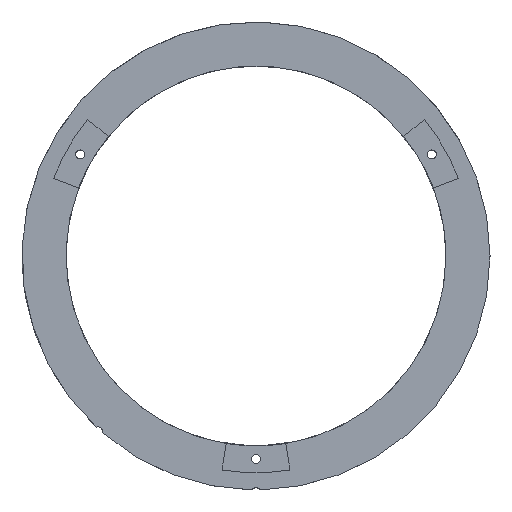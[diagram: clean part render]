
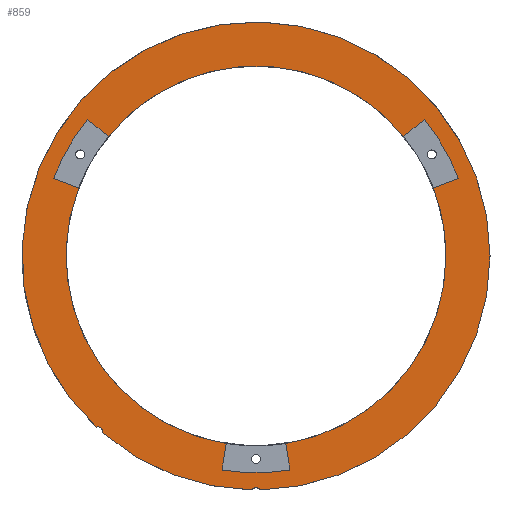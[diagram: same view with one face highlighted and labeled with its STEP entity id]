
A CAD part, top view. The second image highlights one B-rep face of the part: STEP entity #859.
In plain terms, the highlighted planar face has unit normal (0, 0, 1).
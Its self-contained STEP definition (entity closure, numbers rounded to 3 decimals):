
#206=CARTESIAN_POINT('',(134.,-0.,0.75));
#207=VERTEX_POINT('',#206);
#250=CARTESIAN_POINT('',(76.805,-24.859,0.75));
#251=VERTEX_POINT('',#250);
#258=CARTESIAN_POINT('',(100.,-0.,0.75));
#259=DIRECTION('',(0.,0.,-1.));
#260=DIRECTION('',(-1.,0.,0.));
#261=AXIS2_PLACEMENT_3D('',#258,#259,#260);
#262=CIRCLE('',#261,34.);
#263=EDGE_CURVE('',#251,#207,#262,.T.);
#304=CARTESIAN_POINT('',(77.701,-25.666,0.75));
#305=VERTEX_POINT('',#304);
#312=CARTESIAN_POINT('',(77.015,-25.527,0.75));
#313=DIRECTION('',(0.,0.,-1.));
#314=DIRECTION('',(-0.743,0.669,0.));
#315=AXIS2_PLACEMENT_3D('',#312,#313,#314);
#316=CIRCLE('',#315,0.7);
#317=EDGE_CURVE('',#251,#305,#316,.T.);
#488=CARTESIAN_POINT('',(127.6,-0.,0.75));
#489=VERTEX_POINT('',#488);
#498=CARTESIAN_POINT('',(125.77,9.882,0.75));
#499=VERTEX_POINT('',#498);
#500=CARTESIAN_POINT('',(100.,-0.,0.75));
#501=DIRECTION('',(0.,0.,-1.));
#502=DIRECTION('',(-1.,0.,0.));
#503=AXIS2_PLACEMENT_3D('',#500,#501,#502);
#504=CIRCLE('',#503,27.6);
#505=EDGE_CURVE('',#499,#489,#504,.T.);
#524=CARTESIAN_POINT('',(121.443,17.376,0.75));
#525=VERTEX_POINT('',#524);
#532=CARTESIAN_POINT('',(78.557,17.376,0.75));
#533=VERTEX_POINT('',#532);
#534=CARTESIAN_POINT('',(100.,-0.,0.75));
#535=DIRECTION('',(0.,0.,-1.));
#536=DIRECTION('',(-1.,0.,0.));
#537=AXIS2_PLACEMENT_3D('',#534,#535,#536);
#538=CIRCLE('',#537,27.6);
#539=EDGE_CURVE('',#533,#525,#538,.T.);
#558=CARTESIAN_POINT('',(74.23,9.882,0.75));
#559=VERTEX_POINT('',#558);
#566=CARTESIAN_POINT('',(95.673,-27.259,0.75));
#567=VERTEX_POINT('',#566);
#568=CARTESIAN_POINT('',(100.,-0.,0.75));
#569=DIRECTION('',(0.,0.,-1.));
#570=DIRECTION('',(-1.,0.,0.));
#571=AXIS2_PLACEMENT_3D('',#568,#569,#570);
#572=CIRCLE('',#571,27.6);
#573=EDGE_CURVE('',#567,#559,#572,.T.);
#592=CARTESIAN_POINT('',(104.327,-27.259,0.75));
#593=VERTEX_POINT('',#592);
#600=CARTESIAN_POINT('',(100.,-0.,0.75));
#601=DIRECTION('',(0.,0.,-1.));
#602=DIRECTION('',(-1.,0.,0.));
#603=AXIS2_PLACEMENT_3D('',#600,#601,#602);
#604=CIRCLE('',#603,27.6);
#605=EDGE_CURVE('',#489,#593,#604,.T.);
#750=CARTESIAN_POINT('',(0.,0.,0.75));
#751=DIRECTION('',(0.,0.,-1.));
#752=DIRECTION('',(0.,-1.,0.));
#753=AXIS2_PLACEMENT_3D('',#750,#751,#752);
#754=PLANE('',#753);
#755=CARTESIAN_POINT('',(99.397,-33.995,0.75));
#756=VERTEX_POINT('',#755);
#757=CARTESIAN_POINT('',(100.,-0.,0.75));
#758=DIRECTION('',(0.,0.,-1.));
#759=DIRECTION('',(-1.,0.,0.));
#760=AXIS2_PLACEMENT_3D('',#757,#758,#759);
#761=CIRCLE('',#760,34.);
#762=EDGE_CURVE('',#756,#305,#761,.T.);
#763=ORIENTED_EDGE('',*,*,#762,.F.);
#764=CARTESIAN_POINT('',(100.603,-33.995,0.75));
#765=VERTEX_POINT('',#764);
#766=CARTESIAN_POINT('',(100.,-34.35,0.75));
#767=DIRECTION('',(0.,0.,-1.));
#768=DIRECTION('',(-1.,0.,0.));
#769=AXIS2_PLACEMENT_3D('',#766,#767,#768);
#770=CIRCLE('',#769,0.7);
#771=EDGE_CURVE('',#756,#765,#770,.T.);
#772=ORIENTED_EDGE('',*,*,#771,.T.);
#773=CARTESIAN_POINT('',(100.,-0.,0.75));
#774=DIRECTION('',(0.,0.,-1.));
#775=DIRECTION('',(-1.,0.,0.));
#776=AXIS2_PLACEMENT_3D('',#773,#774,#775);
#777=CIRCLE('',#776,34.);
#778=EDGE_CURVE('',#207,#765,#777,.T.);
#779=ORIENTED_EDGE('',*,*,#778,.F.);
#780=ORIENTED_EDGE('',*,*,#263,.F.);
#781=ORIENTED_EDGE('',*,*,#317,.T.);
#782=EDGE_LOOP('',(#763,#772,#779,#780,#781));
#783=FACE_BOUND('',#782,.T.);
#784=CARTESIAN_POINT('',(104.938,-31.111,0.75));
#785=VERTEX_POINT('',#784);
#786=CARTESIAN_POINT('',(95.062,-31.111,0.75));
#787=VERTEX_POINT('',#786);
#788=CARTESIAN_POINT('',(100.,0.,0.75));
#789=DIRECTION('',(0.,0.,-1.));
#790=DIRECTION('',(-1.,0.,0.));
#791=AXIS2_PLACEMENT_3D('',#788,#789,#790);
#792=CIRCLE('',#791,31.5);
#793=EDGE_CURVE('',#785,#787,#792,.T.);
#794=ORIENTED_EDGE('',*,*,#793,.T.);
#795=CARTESIAN_POINT('',(95.062,-31.111,0.75));
#796=DIRECTION('',(0.157,0.988,0.));
#797=VECTOR('',#796,3.9);
#798=LINE('',#795,#797);
#799=EDGE_CURVE('',#787,#567,#798,.T.);
#800=ORIENTED_EDGE('',*,*,#799,.T.);
#801=ORIENTED_EDGE('',*,*,#573,.T.);
#802=CARTESIAN_POINT('',(70.588,11.279,0.75));
#803=VERTEX_POINT('',#802);
#804=CARTESIAN_POINT('',(70.588,11.279,0.75));
#805=DIRECTION('',(0.934,-0.358,0.));
#806=VECTOR('',#805,3.9);
#807=LINE('',#804,#806);
#808=EDGE_CURVE('',#803,#559,#807,.T.);
#809=ORIENTED_EDGE('',*,*,#808,.F.);
#810=CARTESIAN_POINT('',(75.527,19.832,0.75));
#811=VERTEX_POINT('',#810);
#812=CARTESIAN_POINT('',(100.,-0.,0.75));
#813=DIRECTION('',(0.,0.,-1.));
#814=DIRECTION('',(-1.,0.,0.));
#815=AXIS2_PLACEMENT_3D('',#812,#813,#814);
#816=CIRCLE('',#815,31.5);
#817=EDGE_CURVE('',#803,#811,#816,.T.);
#818=ORIENTED_EDGE('',*,*,#817,.T.);
#819=CARTESIAN_POINT('',(75.527,19.832,0.75));
#820=DIRECTION('',(0.777,-0.63,0.));
#821=VECTOR('',#820,3.9);
#822=LINE('',#819,#821);
#823=EDGE_CURVE('',#811,#533,#822,.T.);
#824=ORIENTED_EDGE('',*,*,#823,.T.);
#825=ORIENTED_EDGE('',*,*,#539,.T.);
#826=CARTESIAN_POINT('',(124.473,19.832,0.75));
#827=VERTEX_POINT('',#826);
#828=CARTESIAN_POINT('',(124.473,19.832,0.75));
#829=DIRECTION('',(-0.777,-0.63,0.));
#830=VECTOR('',#829,3.9);
#831=LINE('',#828,#830);
#832=EDGE_CURVE('',#827,#525,#831,.T.);
#833=ORIENTED_EDGE('',*,*,#832,.F.);
#834=CARTESIAN_POINT('',(129.412,11.279,0.75));
#835=VERTEX_POINT('',#834);
#836=CARTESIAN_POINT('',(100.,-0.,0.75));
#837=DIRECTION('',(0.,0.,-1.));
#838=DIRECTION('',(-1.,0.,0.));
#839=AXIS2_PLACEMENT_3D('',#836,#837,#838);
#840=CIRCLE('',#839,31.5);
#841=EDGE_CURVE('',#827,#835,#840,.T.);
#842=ORIENTED_EDGE('',*,*,#841,.T.);
#843=CARTESIAN_POINT('',(129.412,11.279,0.75));
#844=DIRECTION('',(-0.934,-0.358,0.));
#845=VECTOR('',#844,3.9);
#846=LINE('',#843,#845);
#847=EDGE_CURVE('',#835,#499,#846,.T.);
#848=ORIENTED_EDGE('',*,*,#847,.T.);
#849=ORIENTED_EDGE('',*,*,#505,.T.);
#850=ORIENTED_EDGE('',*,*,#605,.T.);
#851=CARTESIAN_POINT('',(104.938,-31.111,0.75));
#852=DIRECTION('',(-0.157,0.988,0.));
#853=VECTOR('',#852,3.9);
#854=LINE('',#851,#853);
#855=EDGE_CURVE('',#785,#593,#854,.T.);
#856=ORIENTED_EDGE('',*,*,#855,.F.);
#857=EDGE_LOOP('',(#794,#800,#801,#809,#818,#824,#825,#833,#842,#848,#849,#850,#856));
#858=FACE_BOUND('',#857,.T.);
#859=ADVANCED_FACE('',(#783,#858),#754,.F.);
